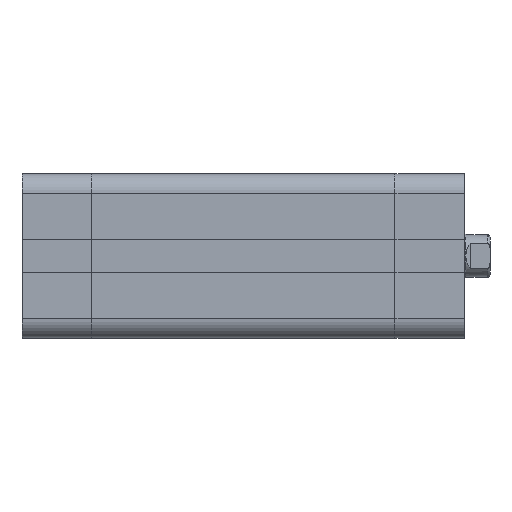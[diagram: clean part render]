
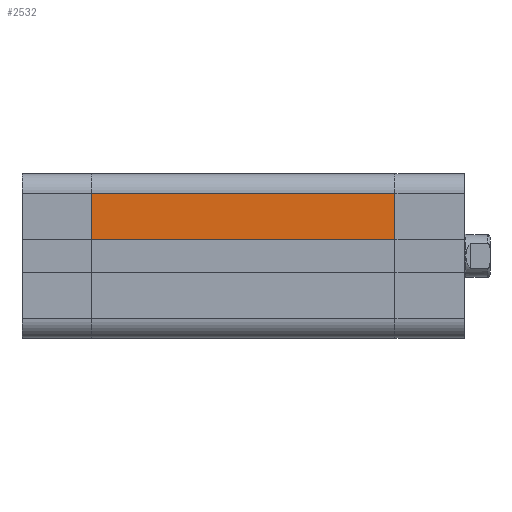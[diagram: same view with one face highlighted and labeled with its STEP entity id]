
A CAD part, front view. The second image highlights one B-rep face of the part: STEP entity #2532.
In plain terms, the highlighted planar face has unit normal (0, -1, 0).
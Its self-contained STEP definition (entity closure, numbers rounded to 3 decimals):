
#194 = ORIENTED_EDGE ( 'NONE', *, *, #7067, .F. ) ;
#198 = ORIENTED_EDGE ( 'NONE', *, *, #7080, .T. ) ;
#408 = EDGE_LOOP ( 'NONE', ( #198, #417, #194, #438 ) ) ;
#417 = ORIENTED_EDGE ( 'NONE', *, *, #7077, .F. ) ;
#438 = ORIENTED_EDGE ( 'NONE', *, *, #7070, .T. ) ;
#845 = VERTEX_POINT ( 'NONE', #3469 ) ;
#1077 = VERTEX_POINT ( 'NONE', #3618 ) ;
#1115 = VERTEX_POINT ( 'NONE', #3643 ) ;
#1324 = VERTEX_POINT ( 'NONE', #3808 ) ;
#2532 = ADVANCED_FACE ( 'NONE', ( #3234 ), #4082, .T. ) ;
#3234 = FACE_OUTER_BOUND ( 'NONE', #408, .T. ) ;
#3469 = CARTESIAN_POINT ( 'NONE',  ( -2.85, -14.5, 0. ) ) ;
#3618 = CARTESIAN_POINT ( 'NONE',  ( -11., -14.5, -53.5 ) ) ;
#3643 = CARTESIAN_POINT ( 'NONE',  ( -11., -14.5, 0. ) ) ;
#3808 = CARTESIAN_POINT ( 'NONE',  ( -2.85, -14.5, -53.5 ) ) ;
#4082 = PLANE ( 'NONE',  #7747 ) ;
#4089 = CARTESIAN_POINT ( 'NONE',  ( -11., -14.5, -53.5 ) ) ;
#4100 = DIRECTION ( 'NONE',  ( 0., -1., 0. ) ) ;
#4102 = DIRECTION ( 'NONE',  ( 0., 0., -1. ) ) ;
#4220 = VECTOR ( 'NONE', #5150, 1000. ) ;
#4224 = LINE ( 'NONE', #5149, #4220 ) ;
#4239 = LINE ( 'NONE', #5142, #4240 ) ;
#4240 = VECTOR ( 'NONE', #5143, 1000. ) ;
#4253 = LINE ( 'NONE', #5154, #4275 ) ;
#4275 = VECTOR ( 'NONE', #5165, 1000. ) ;
#4280 = VECTOR ( 'NONE', #5174, 1000. ) ;
#4285 = LINE ( 'NONE', #5167, #4280 ) ;
#5142 = CARTESIAN_POINT ( 'NONE',  ( -11., -14.5, -53.5 ) ) ;
#5143 = DIRECTION ( 'NONE',  ( 0., 0., 1. ) ) ;
#5149 = CARTESIAN_POINT ( 'NONE',  ( -11., -14.5, -53.5 ) ) ;
#5150 = DIRECTION ( 'NONE',  ( 1., 0., 0. ) ) ;
#5154 = CARTESIAN_POINT ( 'NONE',  ( -11., -14.5, 0. ) ) ;
#5165 = DIRECTION ( 'NONE',  ( 1., 0., 0. ) ) ;
#5167 = CARTESIAN_POINT ( 'NONE',  ( -2.85, -14.5, -53.5 ) ) ;
#5174 = DIRECTION ( 'NONE',  ( 0., 0., 1. ) ) ;
#7067 = EDGE_CURVE ( 'NONE', #1077, #1115, #4239, .T. ) ;
#7070 = EDGE_CURVE ( 'NONE', #1077, #1324, #4224, .T. ) ;
#7077 = EDGE_CURVE ( 'NONE', #1115, #845, #4253, .T. ) ;
#7080 = EDGE_CURVE ( 'NONE', #1324, #845, #4285, .T. ) ;
#7747 = AXIS2_PLACEMENT_3D ( 'NONE', #4089, #4100, #4102 ) ;
